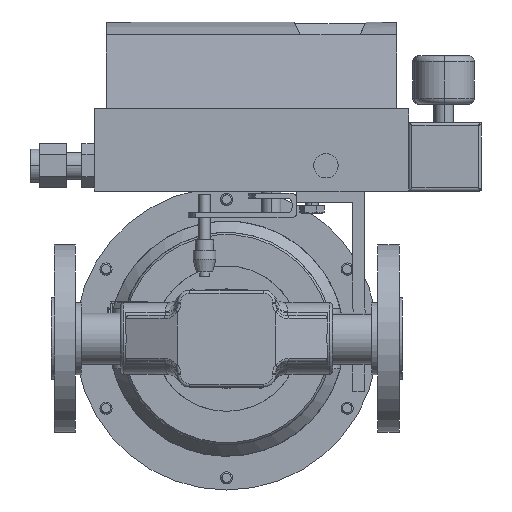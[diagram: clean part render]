
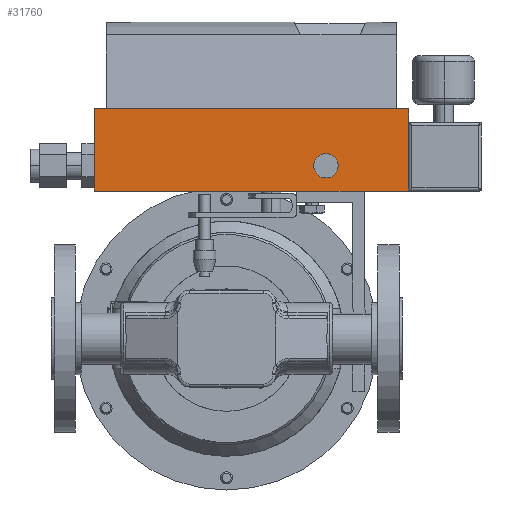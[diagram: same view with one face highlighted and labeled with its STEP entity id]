
A CAD part, front view. The second image highlights one B-rep face of the part: STEP entity #31760.
In plain terms, the highlighted planar face has unit normal (0, -1, 0).
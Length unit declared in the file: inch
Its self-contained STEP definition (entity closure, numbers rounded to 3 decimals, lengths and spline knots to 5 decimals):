
#504 = AXIS2_PLACEMENT_3D ( 'NONE', #751, #21278, #3748 ) ;
#690 = CARTESIAN_POINT ( 'NONE',  ( 6.57287, 7.09136, 12.19428 ) ) ;
#722 = VERTEX_POINT ( 'NONE', #34063 ) ;
#751 = CARTESIAN_POINT ( 'NONE',  ( 4.86113, 7.09136, 9.70935 ) ) ;
#847 = AXIS2_PLACEMENT_3D ( 'NONE', #21963, #24820, #7365 ) ;
#1436 = PLANE ( 'NONE',  #847 ) ;
#1526 = ORIENTED_EDGE ( 'NONE', *, *, #37158, .F. ) ;
#1585 = LINE ( 'NONE', #9653, #8118 ) ;
#2167 = DIRECTION ( 'NONE',  ( 1., 0., 0. ) ) ;
#3384 = CARTESIAN_POINT ( 'NONE',  ( 4.25287, 7.09136, 9.18828 ) ) ;
#3453 = ORIENTED_EDGE ( 'NONE', *, *, #29561, .F. ) ;
#3660 = LINE ( 'NONE', #28379, #3691 ) ;
#3691 = VECTOR ( 'NONE', #2167, 39.37008 ) ;
#3748 = DIRECTION ( 'NONE',  ( 0., 0., -1. ) ) ;
#3993 = VERTEX_POINT ( 'NONE', #26740 ) ;
#4043 = ORIENTED_EDGE ( 'NONE', *, *, #12611, .F. ) ;
#5209 = VERTEX_POINT ( 'NONE', #25210 ) ;
#5854 = ORIENTED_EDGE ( 'NONE', *, *, #10575, .F. ) ;
#5934 = CARTESIAN_POINT ( 'NONE',  ( 6.57287, 7.09136, 9.18828 ) ) ;
#6247 = EDGE_CURVE ( 'NONE', #25585, #6500, #12265, .T. ) ;
#6500 = VERTEX_POINT ( 'NONE', #36355 ) ;
#6784 = CARTESIAN_POINT ( 'NONE',  ( 6.32287, 7.09136, 10.88824 ) ) ;
#7365 = DIRECTION ( 'NONE',  ( 0., 0., -1. ) ) ;
#7730 = LINE ( 'NONE', #33566, #22356 ) ;
#8118 = VECTOR ( 'NONE', #29882, 39.37008 ) ;
#8620 = DIRECTION ( 'NONE',  ( 1., 0., 0. ) ) ;
#8930 = DIRECTION ( 'NONE',  ( 0., 0., 1. ) ) ;
#9017 = CARTESIAN_POINT ( 'NONE',  ( 0.07287, 7.09136, 9.18828 ) ) ;
#9040 = ORIENTED_EDGE ( 'NONE', *, *, #22327, .T. ) ;
#9653 = CARTESIAN_POINT ( 'NONE',  ( 0.07287, 7.09136, 9.18828 ) ) ;
#9881 = CARTESIAN_POINT ( 'NONE',  ( 4.86113, 7.09136, 9.45778 ) ) ;
#10575 = EDGE_CURVE ( 'NONE', #14248, #30135, #35620, .T. ) ;
#10848 = VERTEX_POINT ( 'NONE', #20235 ) ;
#10919 = VERTEX_POINT ( 'NONE', #9017 ) ;
#12045 = EDGE_CURVE ( 'NONE', #16668, #5209, #21271, .T. ) ;
#12265 = LINE ( 'NONE', #25987, #24517 ) ;
#12389 = CARTESIAN_POINT ( 'NONE',  ( 0.07287, 7.09136, 10.88824 ) ) ;
#12580 = DIRECTION ( 'NONE',  ( 0., 0., 1. ) ) ;
#12611 = EDGE_CURVE ( 'NONE', #10919, #10848, #1585, .T. ) ;
#12884 = ORIENTED_EDGE ( 'NONE', *, *, #27043, .F. ) ;
#13181 = FACE_OUTER_BOUND ( 'NONE', #13931, .T. ) ;
#13420 = DIRECTION ( 'NONE',  ( 0., -1., 0. ) ) ;
#13566 = VECTOR ( 'NONE', #24291, 39.37008 ) ;
#13931 = EDGE_LOOP ( 'NONE', ( #16014, #33677, #12884, #34901, #3453, #4043, #9040, #15147, #33264 ) ) ;
#14248 = VERTEX_POINT ( 'NONE', #22140 ) ;
#14854 = VERTEX_POINT ( 'NONE', #3384 ) ;
#15147 = ORIENTED_EDGE ( 'NONE', *, *, #18729, .T. ) ;
#15410 = EDGE_LOOP ( 'NONE', ( #1526, #5854 ) ) ;
#16014 = ORIENTED_EDGE ( 'NONE', *, *, #17560, .T. ) ;
#16668 = VERTEX_POINT ( 'NONE', #34698 ) ;
#17091 = VECTOR ( 'NONE', #8930, 39.37008 ) ;
#17560 = EDGE_CURVE ( 'NONE', #5209, #3993, #25097, .T. ) ;
#18729 = EDGE_CURVE ( 'NONE', #14854, #16668, #3660, .T. ) ;
#19344 = DIRECTION ( 'NONE',  ( 1., 0., 0. ) ) ;
#20235 = CARTESIAN_POINT ( 'NONE',  ( 0.07287, 7.09136, 10.88824 ) ) ;
#20417 = AXIS2_PLACEMENT_3D ( 'NONE', #30644, #13420, #33488 ) ;
#21189 = VECTOR ( 'NONE', #12580, 39.37008 ) ;
#21271 = LINE ( 'NONE', #24170, #13566 ) ;
#21278 = DIRECTION ( 'NONE',  ( 0., -1., 0. ) ) ;
#21622 = VECTOR ( 'NONE', #24266, 39.37008 ) ;
#21963 = CARTESIAN_POINT ( 'NONE',  ( 6.32287, 7.09136, 9.18828 ) ) ;
#22140 = CARTESIAN_POINT ( 'NONE',  ( 4.86113, 7.09136, 9.96093 ) ) ;
#22327 = EDGE_CURVE ( 'NONE', #10919, #14854, #7730, .T. ) ;
#22356 = VECTOR ( 'NONE', #19344, 39.37008 ) ;
#22528 = LINE ( 'NONE', #6784, #21622 ) ;
#24170 = CARTESIAN_POINT ( 'NONE',  ( 6.32287, 7.09136, 9.18828 ) ) ;
#24266 = DIRECTION ( 'NONE',  ( 1., 0., 0. ) ) ;
#24291 = DIRECTION ( 'NONE',  ( 1., 0., 0. ) ) ;
#24517 = VECTOR ( 'NONE', #8620, 39.37008 ) ;
#24692 = LINE ( 'NONE', #5934, #17091 ) ;
#24820 = DIRECTION ( 'NONE',  ( 0., 1., 0. ) ) ;
#25097 = LINE ( 'NONE', #690, #21189 ) ;
#25210 = CARTESIAN_POINT ( 'NONE',  ( 6.57287, 7.09136, 9.18828 ) ) ;
#25585 = VERTEX_POINT ( 'NONE', #26162 ) ;
#25987 = CARTESIAN_POINT ( 'NONE',  ( 0.32287, 7.09136, 10.88824 ) ) ;
#26162 = CARTESIAN_POINT ( 'NONE',  ( 0.32287, 7.09136, 10.88824 ) ) ;
#26740 = CARTESIAN_POINT ( 'NONE',  ( 6.57287, 7.09136, 10.60568 ) ) ;
#27043 = EDGE_CURVE ( 'NONE', #6500, #722, #22528, .T. ) ;
#27809 = EDGE_CURVE ( 'NONE', #3993, #722, #24692, .T. ) ;
#28379 = CARTESIAN_POINT ( 'NONE',  ( 6.32287, 7.09136, 9.18828 ) ) ;
#28687 = LINE ( 'NONE', #12389, #33568 ) ;
#29561 = EDGE_CURVE ( 'NONE', #10848, #25585, #28687, .T. ) ;
#29882 = DIRECTION ( 'NONE',  ( 0., 0., 1. ) ) ;
#30135 = VERTEX_POINT ( 'NONE', #9881 ) ;
#30644 = CARTESIAN_POINT ( 'NONE',  ( 4.86113, 7.09136, 9.70935 ) ) ;
#31760 = ADVANCED_FACE ( 'NONE', ( #13181, #36104 ), #1436, .F. ) ;
#31877 = CIRCLE ( 'NONE', #20417, 0.25157 ) ;
#32502 = DIRECTION ( 'NONE',  ( 1., 0., 0. ) ) ;
#33264 = ORIENTED_EDGE ( 'NONE', *, *, #12045, .T. ) ;
#33488 = DIRECTION ( 'NONE',  ( 0., 0., -1. ) ) ;
#33566 = CARTESIAN_POINT ( 'NONE',  ( 6.32287, 7.09136, 9.18828 ) ) ;
#33568 = VECTOR ( 'NONE', #32502, 39.37008 ) ;
#33677 = ORIENTED_EDGE ( 'NONE', *, *, #27809, .T. ) ;
#34063 = CARTESIAN_POINT ( 'NONE',  ( 6.57287, 7.09136, 10.88824 ) ) ;
#34698 = CARTESIAN_POINT ( 'NONE',  ( 5.65287, 7.09136, 9.18828 ) ) ;
#34901 = ORIENTED_EDGE ( 'NONE', *, *, #6247, .F. ) ;
#35620 = CIRCLE ( 'NONE', #504, 0.25157 ) ;
#36104 = FACE_BOUND ( 'NONE', #15410, .T. ) ;
#36355 = CARTESIAN_POINT ( 'NONE',  ( 6.32287, 7.09136, 10.88824 ) ) ;
#37158 = EDGE_CURVE ( 'NONE', #30135, #14248, #31877, .T. ) ;
